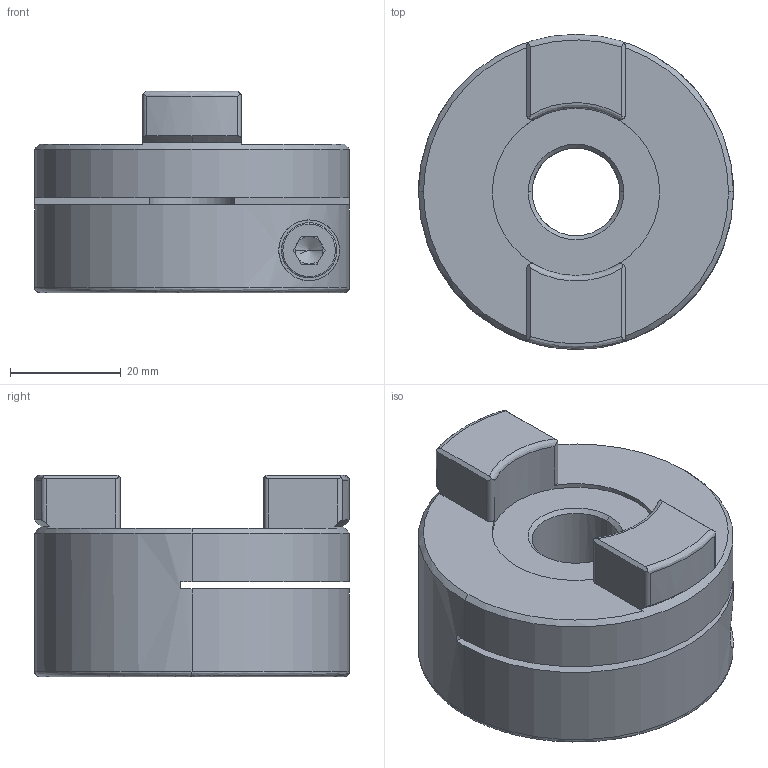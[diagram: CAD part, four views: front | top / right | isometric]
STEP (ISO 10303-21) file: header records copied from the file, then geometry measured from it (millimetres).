
FILE_DESCRIPTION (( 'STEP AP203' ), '1' );
FILE_NAME ('SOH-57C-15.875.step', '2021-04-15T12:50:07', ( '' ), ( '' ), 'SwSTEP 2.0', 'SolidWorks 2021', '' );
FILE_SCHEMA (( 'CONFIG_CONTROL_DESIGN' ));
Length unit declared in the file: inch
Products named in the file (1): SOH-57C-15.875
Bounding box: 57 x 57 x 36.5 mm (x, y, z)
Volume: 64358.4 mm3; surface area: 16551.1 mm2
Topology: 2 solids, 2 shells, 100 faces, 260 edges, 164 vertices
Faces by surface type: plane 39, cylinder 33, cone 16, bspline 12
Entity records: 3764 total; most frequent: CARTESIAN_POINT 1341, ORIENTED_EDGE 516, DIRECTION 467, EDGE_CURVE 258, AXIS2_PLACEMENT_3D 180, VERTEX_POINT 164, EDGE_LOOP 108, LINE 107
